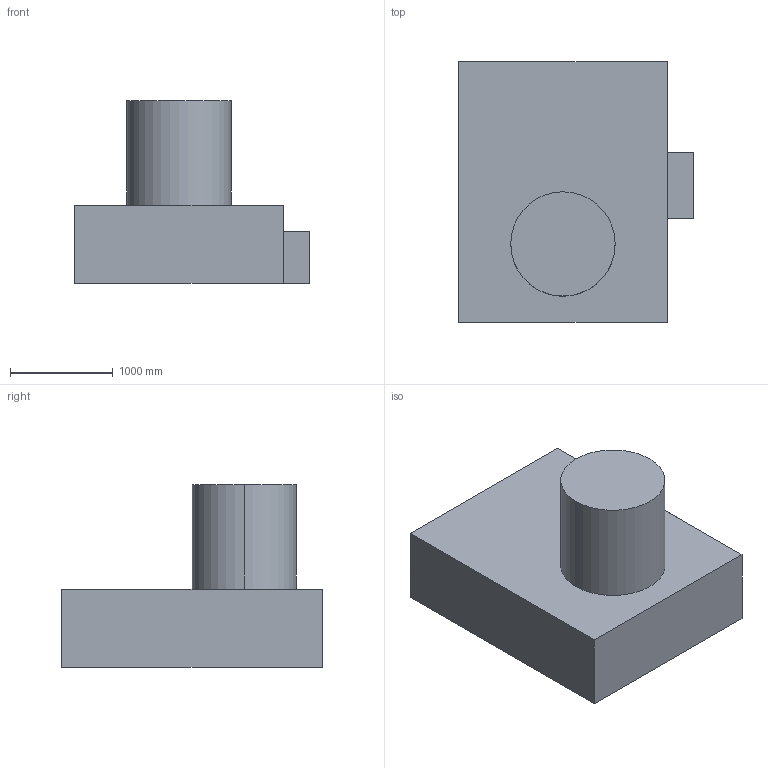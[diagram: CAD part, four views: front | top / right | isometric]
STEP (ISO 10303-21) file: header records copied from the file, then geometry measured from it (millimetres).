
FILE_DESCRIPTION((''),'1');
FILE_NAME('VOLU','1998-11-19T16:09:06',('jp'),(''),'PRO/ENGINEER BY PARAMETRIC TECHNOLOGY CORPORATION, 9811','PRO/ENGINEER BY PARAMETRIC TECHNOLOGY CORPORATION, 9811','');
FILE_SCHEMA(('CONFIG_CONTROL_DESIGN'));
Length unit declared in the file: inch
Products named in the file (1): VOLU
Bounding box: 2286 x 2540 x 1778 mm (x, y, z)
Surface area: 21113859.9 mm2 (no closed solid volume)
Topology: 0 solids, 0 shells, 13 faces, 61 edges, 62 vertices
Faces by surface type: plane 11, cylinder 2
Entity records: 358 total; most frequent: DIRECTION 61, COMPOSITE_CURVE_SEGMENT 60, CARTESIAN_POINT 44, TRIMMED_CURVE 31, VECTOR 27, LINE 27, AXIS2_PLACEMENT_3D 17, CURVE_BOUNDED_SURFACE 13
